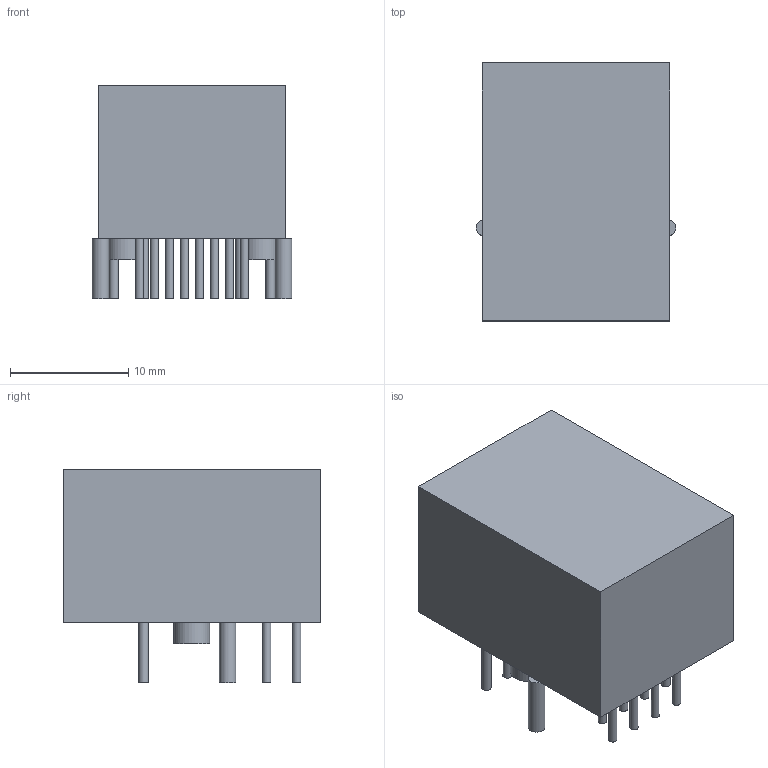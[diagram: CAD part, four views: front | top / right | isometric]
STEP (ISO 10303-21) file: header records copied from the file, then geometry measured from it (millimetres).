
FILE_DESCRIPTION(('FreeCAD Model'),'2;1');
FILE_NAME('284062.1.3.stp','2020-04-08T07:07:17',( 'Author'),(''),'Open CASCADE STEP processor 6.9','FreeCAD','Unknown' );
FILE_SCHEMA(('AUTOMOTIVE_DESIGN { 1 0 10303 214 1 1 1 1 }'));
Length unit declared in the file: millimetre
Products named in the file (4): ASSEMBLY; Body; Lugs; Leads
Assembly tree (33 placements, depth 2):
  ASSEMBLY
    Body
    Lugs  x16
    Leads  x16
Bounding box: 16.89 x 21.84 x 18.1 mm (x, y, z)
Volume: 5604.3 mm3; surface area: 5952.7 mm2
Topology: 257 solids, 257 shells, 774 faces, 780 edges, 520 vertices
Faces by surface type: plane 518, cylinder 256
Full cylindrical faces by diameter (mm): 0.7 x128, 0.82 x64, 1.4 x32, 3.05 x32
Entity records: 2246 total; most frequent: DIRECTION 388, CARTESIAN_POINT 308, AXIS2_PLACEMENT_3D 120, ORIENTED_EDGE 120, PCURVE 120, DEFINITIONAL_REPRESENTATION 120, LINE 116, VECTOR 116
